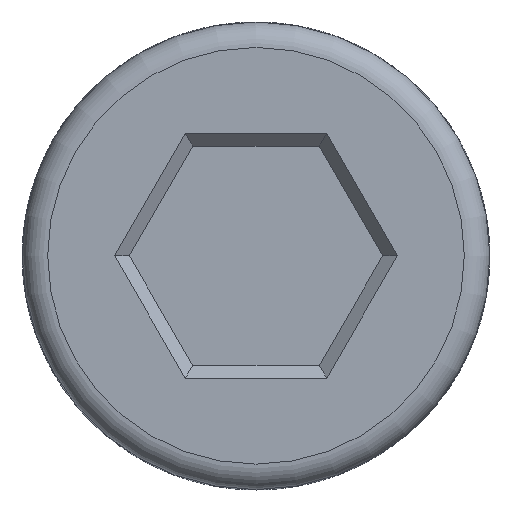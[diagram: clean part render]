
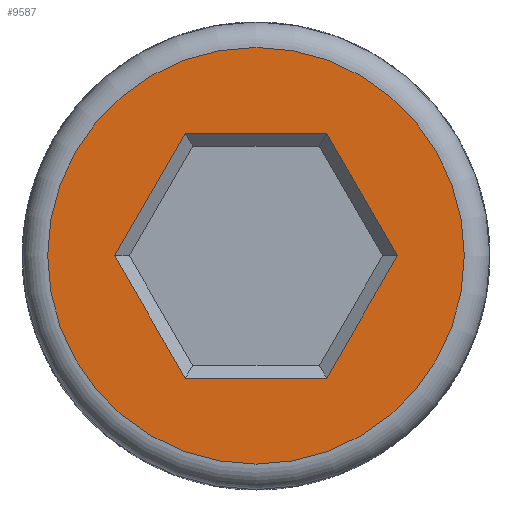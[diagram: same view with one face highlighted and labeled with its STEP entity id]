
A CAD part, top view. The second image highlights one B-rep face of the part: STEP entity #9587.
In plain terms, the highlighted planar face has unit normal (0, 0, 1).
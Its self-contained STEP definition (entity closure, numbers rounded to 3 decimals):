
#21=PLANE('',#10387);
#635=FACE_BOUND('',#1369,.T.);
#696=FACE_OUTER_BOUND('',#1368,.T.);
#1368=EDGE_LOOP('',(#7416));
#1369=EDGE_LOOP('',(#7417,#7418,#7419,#7420,#7421,#7422));
#2097=CIRCLE('',#10385,2.45);
#2450=LINE('',#17694,#3530);
#2451=LINE('',#17696,#3531);
#2452=LINE('',#17698,#3532);
#2453=LINE('',#17700,#3533);
#2454=LINE('',#17702,#3534);
#2455=LINE('',#17703,#3535);
#3530=VECTOR('',#11699,10.);
#3531=VECTOR('',#11700,10.);
#3532=VECTOR('',#11701,10.);
#3533=VECTOR('',#11702,10.);
#3534=VECTOR('',#11703,10.);
#3535=VECTOR('',#11704,10.);
#4869=VERTEX_POINT('',#17688);
#4870=VERTEX_POINT('',#17692);
#4871=VERTEX_POINT('',#17693);
#4872=VERTEX_POINT('',#17695);
#4873=VERTEX_POINT('',#17697);
#4874=VERTEX_POINT('',#17699);
#4875=VERTEX_POINT('',#17701);
#5853=EDGE_CURVE('',#4869,#4869,#2097,.T.);
#5855=EDGE_CURVE('',#4870,#4871,#2450,.T.);
#5856=EDGE_CURVE('',#4872,#4870,#2451,.T.);
#5857=EDGE_CURVE('',#4873,#4872,#2452,.T.);
#5858=EDGE_CURVE('',#4874,#4873,#2453,.T.);
#5859=EDGE_CURVE('',#4875,#4874,#2454,.T.);
#5860=EDGE_CURVE('',#4871,#4875,#2455,.T.);
#7416=ORIENTED_EDGE('',*,*,#5853,.F.);
#7417=ORIENTED_EDGE('',*,*,#5855,.F.);
#7418=ORIENTED_EDGE('',*,*,#5856,.F.);
#7419=ORIENTED_EDGE('',*,*,#5857,.F.);
#7420=ORIENTED_EDGE('',*,*,#5858,.F.);
#7421=ORIENTED_EDGE('',*,*,#5859,.F.);
#7422=ORIENTED_EDGE('',*,*,#5860,.F.);
#9587=ADVANCED_FACE('',(#696,#635),#21,.T.);
#10385=AXIS2_PLACEMENT_3D('',#17689,#11693,#11694);
#10387=AXIS2_PLACEMENT_3D('',#17691,#11697,#11698);
#11693=DIRECTION('center_axis',(0.,0.,-1.));
#11694=DIRECTION('ref_axis',(1.,0.,0.));
#11697=DIRECTION('center_axis',(0.,0.,1.));
#11698=DIRECTION('ref_axis',(1.,0.,0.));
#11699=DIRECTION('',(-0.5,0.866,0.));
#11700=DIRECTION('',(0.5,0.866,0.));
#11701=DIRECTION('',(1.,0.,0.));
#11702=DIRECTION('',(0.5,-0.866,0.));
#11703=DIRECTION('',(-0.5,-0.866,0.));
#11704=DIRECTION('',(-1.,0.,0.));
#17688=CARTESIAN_POINT('',(-2.45,0.,2.8));
#17689=CARTESIAN_POINT('Origin',(0.,0.,2.8));
#17691=CARTESIAN_POINT('Origin',(0.,0.,2.8));
#17692=CARTESIAN_POINT('',(1.663,0.,2.8));
#17693=CARTESIAN_POINT('',(0.831,1.44,2.8));
#17694=CARTESIAN_POINT('',(1.061,1.043,2.8));
#17695=CARTESIAN_POINT('',(0.831,-1.44,2.8));
#17696=CARTESIAN_POINT('',(1.433,-0.398,2.8));
#17697=CARTESIAN_POINT('',(-0.831,-1.44,2.8));
#17698=CARTESIAN_POINT('',(0.372,-1.44,2.8));
#17699=CARTESIAN_POINT('',(-1.663,0.,2.8));
#17700=CARTESIAN_POINT('',(-1.061,-1.043,2.8));
#17701=CARTESIAN_POINT('',(-0.831,1.44,2.8));
#17702=CARTESIAN_POINT('',(-1.433,0.398,2.8));
#17703=CARTESIAN_POINT('',(-0.372,1.44,2.8));
